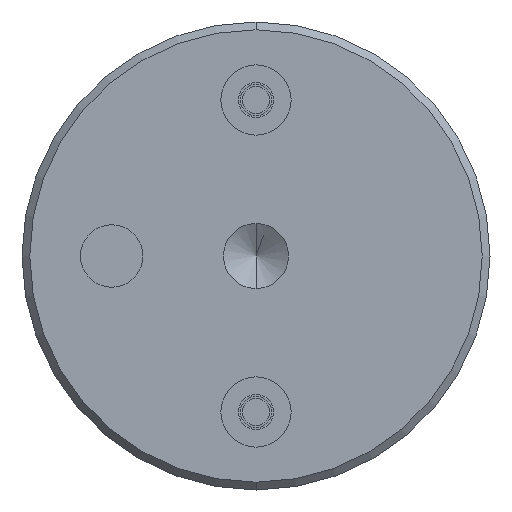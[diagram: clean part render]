
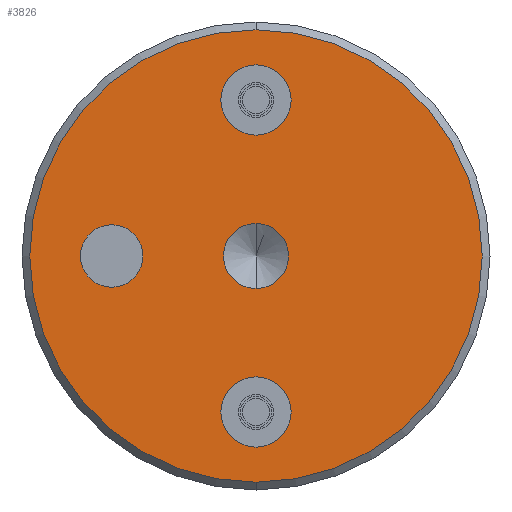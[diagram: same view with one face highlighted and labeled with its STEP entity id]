
A CAD part, front view. The second image highlights one B-rep face of the part: STEP entity #3826.
In plain terms, the highlighted planar face has unit normal (0, -1, 0).
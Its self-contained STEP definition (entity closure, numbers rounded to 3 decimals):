
#44 = EDGE_LOOP ( 'NONE', ( #4052, #2704 ) ) ;
#105 = CARTESIAN_POINT ( 'NONE',  ( -0.009, 2.589, 10.763 ) ) ;
#152 = VERTEX_POINT ( 'NONE', #2252 ) ;
#156 = DIRECTION ( 'NONE',  ( 0., 0., -1. ) ) ;
#210 = EDGE_CURVE ( 'NONE', #4204, #2040, #2331, .T. ) ;
#232 = VERTEX_POINT ( 'NONE', #3477 ) ;
#283 = EDGE_CURVE ( 'NONE', #4481, #152, #827, .T. ) ;
#325 = DIRECTION ( 'NONE',  ( 0., 0., -1. ) ) ;
#326 = ORIENTED_EDGE ( 'NONE', *, *, #1016, .F. ) ;
#513 = DIRECTION ( 'NONE',  ( 0., -1., 0. ) ) ;
#528 = PLANE ( 'NONE',  #2684 ) ;
#542 = CARTESIAN_POINT ( 'NONE',  ( 3.691, 2.589, 6.763 ) ) ;
#630 = DIRECTION ( 'NONE',  ( 0., -1., 0. ) ) ;
#727 = FACE_BOUND ( 'NONE', #4682, .T. ) ;
#790 = EDGE_CURVE ( 'NONE', #1181, #2516, #4017, .T. ) ;
#816 = ORIENTED_EDGE ( 'NONE', *, *, #3479, .F. ) ;
#827 = CIRCLE ( 'NONE', #4018, 0.832 ) ;
#909 = DIRECTION ( 'NONE',  ( 0., -1., 0. ) ) ;
#946 = AXIS2_PLACEMENT_3D ( 'NONE', #2822, #630, #1745 ) ;
#953 = FACE_BOUND ( 'NONE', #2818, .T. ) ;
#1016 = EDGE_CURVE ( 'NONE', #232, #2021, #1684, .T. ) ;
#1181 = VERTEX_POINT ( 'NONE', #1850 ) ;
#1212 = CARTESIAN_POINT ( 'NONE',  ( -0.009, 2.589, 11.563 ) ) ;
#1215 = DIRECTION ( 'NONE',  ( 0., 0., -1. ) ) ;
#1310 = CARTESIAN_POINT ( 'NONE',  ( 3.691, 2.589, 7.663 ) ) ;
#1320 = CARTESIAN_POINT ( 'NONE',  ( 3.691, 2.589, 10.763 ) ) ;
#1349 = EDGE_CURVE ( 'NONE', #152, #4481, #4014, .T. ) ;
#1421 = CIRCLE ( 'NONE', #3553, 0.9 ) ;
#1423 = EDGE_CURVE ( 'NONE', #2516, #1181, #2537, .T. ) ;
#1497 = CARTESIAN_POINT ( 'NONE',  ( -0.009, 2.589, 9.963 ) ) ;
#1513 = CIRCLE ( 'NONE', #2521, 0.9 ) ;
#1570 = DIRECTION ( 'NONE',  ( 0., 0., -1. ) ) ;
#1628 = EDGE_CURVE ( 'NONE', #2964, #3534, #4307, .T. ) ;
#1652 = DIRECTION ( 'NONE',  ( 0., 0., 1. ) ) ;
#1681 = AXIS2_PLACEMENT_3D ( 'NONE', #1682, #4196, #1570 ) ;
#1682 = CARTESIAN_POINT ( 'NONE',  ( 3.691, 2.589, 6.763 ) ) ;
#1683 = CARTESIAN_POINT ( 'NONE',  ( 3.691, 2.589, 13.863 ) ) ;
#1684 = CIRCLE ( 'NONE', #2390, 0.9 ) ;
#1745 = DIRECTION ( 'NONE',  ( 0., 0., -1. ) ) ;
#1850 = CARTESIAN_POINT ( 'NONE',  ( 3.691, 2.589, 16.563 ) ) ;
#1883 = EDGE_LOOP ( 'NONE', ( #4220, #2803 ) ) ;
#1961 = ORIENTED_EDGE ( 'NONE', *, *, #3251, .F. ) ;
#1976 = CARTESIAN_POINT ( 'NONE',  ( 3.691, 2.589, 10.763 ) ) ;
#2021 = VERTEX_POINT ( 'NONE', #1683 ) ;
#2040 = VERTEX_POINT ( 'NONE', #1212 ) ;
#2101 = CIRCLE ( 'NONE', #3703, 0.8 ) ;
#2252 = CARTESIAN_POINT ( 'NONE',  ( 3.691, 2.589, 11.595 ) ) ;
#2281 = EDGE_CURVE ( 'NONE', #2021, #232, #1421, .T. ) ;
#2303 = CARTESIAN_POINT ( 'NONE',  ( 3.691, 2.589, 14.763 ) ) ;
#2331 = CIRCLE ( 'NONE', #3269, 0.8 ) ;
#2390 = AXIS2_PLACEMENT_3D ( 'NONE', #3325, #3279, #325 ) ;
#2450 = FACE_BOUND ( 'NONE', #44, .T. ) ;
#2457 = AXIS2_PLACEMENT_3D ( 'NONE', #3889, #3132, #1652 ) ;
#2482 = ORIENTED_EDGE ( 'NONE', *, *, #2281, .F. ) ;
#2516 = VERTEX_POINT ( 'NONE', #2912 ) ;
#2521 = AXIS2_PLACEMENT_3D ( 'NONE', #542, #3125, #3872 ) ;
#2537 = CIRCLE ( 'NONE', #946, 5.8 ) ;
#2631 = EDGE_LOOP ( 'NONE', ( #2482, #326 ) ) ;
#2682 = DIRECTION ( 'NONE',  ( 0., -1., 0. ) ) ;
#2684 = AXIS2_PLACEMENT_3D ( 'NONE', #4281, #513, #156 ) ;
#2699 = CARTESIAN_POINT ( 'NONE',  ( 3.691, 2.589, 9.931 ) ) ;
#2704 = ORIENTED_EDGE ( 'NONE', *, *, #1349, .T. ) ;
#2803 = ORIENTED_EDGE ( 'NONE', *, *, #1423, .T. ) ;
#2815 = DIRECTION ( 'NONE',  ( 0., 0., -1. ) ) ;
#2818 = EDGE_LOOP ( 'NONE', ( #3236, #1961 ) ) ;
#2822 = CARTESIAN_POINT ( 'NONE',  ( 3.691, 2.589, 10.763 ) ) ;
#2912 = CARTESIAN_POINT ( 'NONE',  ( 3.691, 2.589, 4.963 ) ) ;
#2964 = VERTEX_POINT ( 'NONE', #3841 ) ;
#3125 = DIRECTION ( 'NONE',  ( 0., -1., 0. ) ) ;
#3132 = DIRECTION ( 'NONE',  ( 0., 1., 0. ) ) ;
#3236 = ORIENTED_EDGE ( 'NONE', *, *, #210, .F. ) ;
#3251 = EDGE_CURVE ( 'NONE', #2040, #4204, #2101, .T. ) ;
#3269 = AXIS2_PLACEMENT_3D ( 'NONE', #105, #909, #4257 ) ;
#3279 = DIRECTION ( 'NONE',  ( 0., -1., 0. ) ) ;
#3325 = CARTESIAN_POINT ( 'NONE',  ( 3.691, 2.589, 14.763 ) ) ;
#3382 = DIRECTION ( 'NONE',  ( 0., 0., -1. ) ) ;
#3477 = CARTESIAN_POINT ( 'NONE',  ( 3.691, 2.589, 15.663 ) ) ;
#3479 = EDGE_CURVE ( 'NONE', #3534, #2964, #1513, .T. ) ;
#3528 = DIRECTION ( 'NONE',  ( 0., -1., 0. ) ) ;
#3534 = VERTEX_POINT ( 'NONE', #1310 ) ;
#3553 = AXIS2_PLACEMENT_3D ( 'NONE', #2303, #2682, #1215 ) ;
#3674 = FACE_BOUND ( 'NONE', #2631, .T. ) ;
#3703 = AXIS2_PLACEMENT_3D ( 'NONE', #4130, #3734, #3382 ) ;
#3734 = DIRECTION ( 'NONE',  ( 0., -1., 0. ) ) ;
#3826 = ADVANCED_FACE ( 'NONE', ( #953, #3857, #727, #3674, #2450 ), #528, .T. ) ;
#3831 = DIRECTION ( 'NONE',  ( 0., 0., 1. ) ) ;
#3841 = CARTESIAN_POINT ( 'NONE',  ( 3.691, 2.589, 5.863 ) ) ;
#3857 = FACE_OUTER_BOUND ( 'NONE', #1883, .T. ) ;
#3866 = ORIENTED_EDGE ( 'NONE', *, *, #1628, .F. ) ;
#3872 = DIRECTION ( 'NONE',  ( 0., 0., -1. ) ) ;
#3889 = CARTESIAN_POINT ( 'NONE',  ( 3.691, 2.589, 10.763 ) ) ;
#4014 = CIRCLE ( 'NONE', #2457, 0.832 ) ;
#4017 = CIRCLE ( 'NONE', #4752, 5.8 ) ;
#4018 = AXIS2_PLACEMENT_3D ( 'NONE', #1976, #4640, #3831 ) ;
#4052 = ORIENTED_EDGE ( 'NONE', *, *, #283, .T. ) ;
#4130 = CARTESIAN_POINT ( 'NONE',  ( -0.009, 2.589, 10.763 ) ) ;
#4196 = DIRECTION ( 'NONE',  ( 0., -1., 0. ) ) ;
#4204 = VERTEX_POINT ( 'NONE', #1497 ) ;
#4220 = ORIENTED_EDGE ( 'NONE', *, *, #790, .T. ) ;
#4257 = DIRECTION ( 'NONE',  ( 0., 0., -1. ) ) ;
#4281 = CARTESIAN_POINT ( 'NONE',  ( 3.691, 2.589, 11.595 ) ) ;
#4307 = CIRCLE ( 'NONE', #1681, 0.9 ) ;
#4481 = VERTEX_POINT ( 'NONE', #2699 ) ;
#4640 = DIRECTION ( 'NONE',  ( 0., 1., 0. ) ) ;
#4682 = EDGE_LOOP ( 'NONE', ( #3866, #816 ) ) ;
#4752 = AXIS2_PLACEMENT_3D ( 'NONE', #1320, #3528, #2815 ) ;
